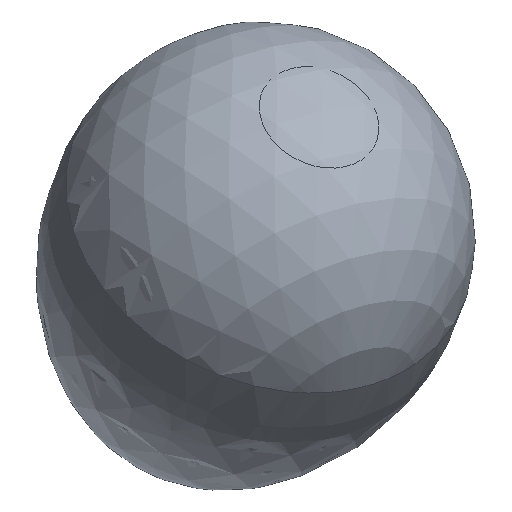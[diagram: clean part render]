
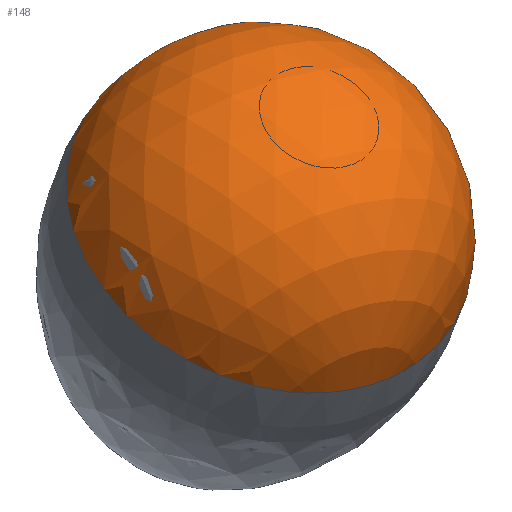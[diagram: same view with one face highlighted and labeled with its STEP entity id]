
A CAD part, front view. The second image highlights one B-rep face of the part: STEP entity #148.
In plain terms, the highlighted spherical face has radius 21.717 mm.
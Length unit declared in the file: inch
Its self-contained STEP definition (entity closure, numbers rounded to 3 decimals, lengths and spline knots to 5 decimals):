
#51=FACE_OUTER_BOUND('',#64,.T.);
#64=EDGE_LOOP('',(#125));
#77=CIRCLE('',#264,0.84953);
#90=VERTEX_POINT('',#439);
#102=EDGE_CURVE('',#90,#90,#77,.T.);
#125=ORIENTED_EDGE('',*,*,#102,.F.);
#137=SPHERICAL_SURFACE('',#263,0.855);
#148=ADVANCED_FACE('',(#51),#137,.T.);
#263=AXIS2_PLACEMENT_3D('',#438,#311,#312);
#264=AXIS2_PLACEMENT_3D('',#440,#313,#314);
#311=DIRECTION('center_axis',(0.,0.,1.));
#312=DIRECTION('ref_axis',(1.,0.,0.));
#313=DIRECTION('center_axis',(0.,1.,0.));
#314=DIRECTION('ref_axis',(0.,0.,1.));
#438=CARTESIAN_POINT('Origin',(0.,0.845,0.));
#439=CARTESIAN_POINT('',(0.,0.74847,-0.84953));
#440=CARTESIAN_POINT('Origin',(0.,0.74847,0.));
